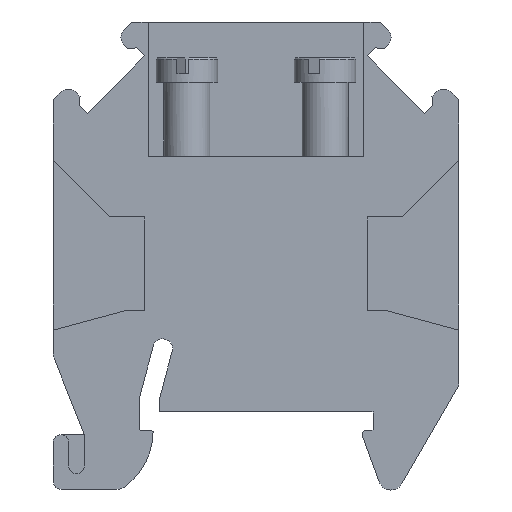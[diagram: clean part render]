
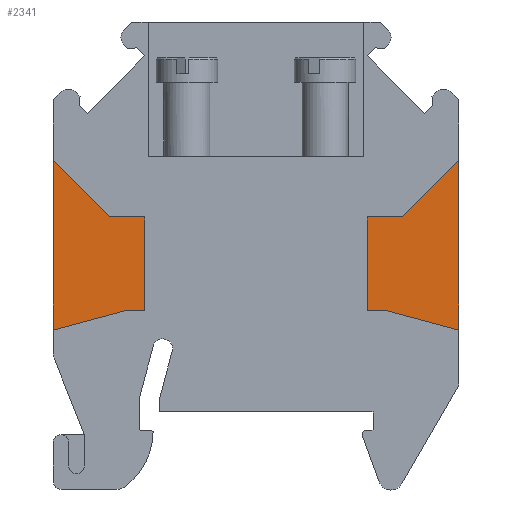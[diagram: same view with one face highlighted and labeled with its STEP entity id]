
A CAD part, front view. The second image highlights one B-rep face of the part: STEP entity #2341.
In plain terms, the highlighted planar face has unit normal (0, -1, 0).
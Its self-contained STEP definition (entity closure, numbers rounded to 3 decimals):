
#454=ORIENTED_EDGE('',*,*,#756,.T.);
#455=ORIENTED_EDGE('',*,*,#605,.F.);
#456=ORIENTED_EDGE('',*,*,#754,.F.);
#457=ORIENTED_EDGE('',*,*,#684,.F.);
#458=ORIENTED_EDGE('',*,*,#644,.F.);
#459=ORIENTED_EDGE('',*,*,#798,.F.);
#460=ORIENTED_EDGE('',*,*,#799,.T.);
#461=ORIENTED_EDGE('',*,*,#800,.T.);
#605=EDGE_CURVE('',#851,#852,#1020,.T.);
#644=EDGE_CURVE('',#880,#882,#1044,.T.);
#684=EDGE_CURVE('',#882,#910,#1078,.T.);
#754=EDGE_CURVE('',#910,#851,#1133,.T.);
#756=EDGE_CURVE('',#956,#852,#1135,.T.);
#798=EDGE_CURVE('',#991,#880,#1171,.T.);
#799=EDGE_CURVE('',#991,#992,#1172,.T.);
#800=EDGE_CURVE('',#992,#956,#1173,.T.);
#851=VERTEX_POINT('',#3005);
#852=VERTEX_POINT('',#3007);
#880=VERTEX_POINT('',#3100);
#882=VERTEX_POINT('',#3103);
#910=VERTEX_POINT('',#3183);
#956=VERTEX_POINT('',#3326);
#991=VERTEX_POINT('',#3408);
#992=VERTEX_POINT('',#3410);
#1020=LINE('',#3006,#1213);
#1044=LINE('',#3102,#1237);
#1078=LINE('',#3182,#1271);
#1133=LINE('',#3321,#1326);
#1135=LINE('',#3325,#1328);
#1171=LINE('',#3407,#1364);
#1172=LINE('',#3409,#1365);
#1173=LINE('',#3411,#1366);
#1213=VECTOR('',#2532,1000.);
#1237=VECTOR('',#2608,1000.);
#1271=VECTOR('',#2678,1000.);
#1326=VECTOR('',#2811,1000.);
#1328=VECTOR('',#2815,1000.);
#1364=VECTOR('',#2873,1000.);
#1365=VECTOR('',#2874,1000.);
#1366=VECTOR('',#2875,1000.);
#1456=EDGE_LOOP('',(#454,#455,#456,#457,#458,#459,#460,#461));
#1553=FACE_BOUND('',#1456,.T.);
#1631=PLANE('',#2473);
#2341=ADVANCED_FACE('',(#1553),#1631,.F.);
#2473=AXIS2_PLACEMENT_3D('',#3406,#2871,#2872);
#2532=DIRECTION('',(-1.,0.,0.));
#2608=DIRECTION('',(0.707,0.,0.707));
#2678=DIRECTION('',(0.,0.,-1.));
#2811=DIRECTION('',(-0.965,0.,0.261));
#2815=DIRECTION('',(0.965,0.,0.261));
#2871=DIRECTION('',(0.,1.,0.));
#2872=DIRECTION('',(0.,0.,1.));
#2873=DIRECTION('',(1.,0.,0.));
#2874=DIRECTION('',(-0.707,0.,0.707));
#2875=DIRECTION('',(0.,0.,-1.));
#3005=CARTESIAN_POINT('',(8.273,4.5,-5.274));
#3006=CARTESIAN_POINT('',(-7.483,4.5,-5.274));
#3007=CARTESIAN_POINT('',(-8.754,4.5,-5.274));
#3100=CARTESIAN_POINT('',(9.29,4.5,0.826));
#3102=CARTESIAN_POINT('',(8.273,4.5,-0.191));
#3103=CARTESIAN_POINT('',(12.974,4.5,4.51));
#3182=CARTESIAN_POINT('',(12.974,4.5,4.51));
#3183=CARTESIAN_POINT('',(12.974,4.5,-6.544));
#3321=CARTESIAN_POINT('',(12.974,4.5,-6.544));
#3325=CARTESIAN_POINT('',(-13.455,4.5,-6.544));
#3326=CARTESIAN_POINT('',(-13.455,4.5,-6.544));
#3406=CARTESIAN_POINT('',(0.,4.5,0.));
#3407=CARTESIAN_POINT('',(-9.771,4.5,0.826));
#3408=CARTESIAN_POINT('',(-9.771,4.5,0.826));
#3409=CARTESIAN_POINT('',(-8.754,4.5,-0.191));
#3410=CARTESIAN_POINT('',(-13.455,4.5,4.51));
#3411=CARTESIAN_POINT('',(-13.455,4.5,-6.544));
